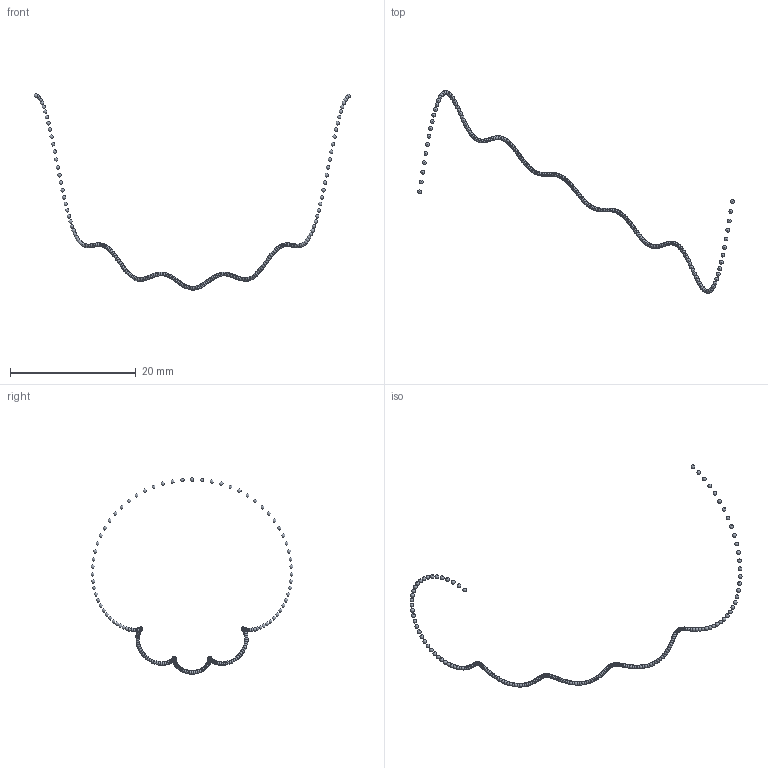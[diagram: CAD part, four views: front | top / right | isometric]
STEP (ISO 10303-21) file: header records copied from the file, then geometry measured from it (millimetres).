
FILE_DESCRIPTION(('Open CASCADE Model'),'2;1');
FILE_NAME('Open CASCADE Shape Model','2024-05-22T22:55:36',('Author'),( 'Open CASCADE'),'Open CASCADE STEP processor 7.7','Open CASCADE 7.7' ,'Unknown');
FILE_SCHEMA(('AUTOMOTIVE_DESIGN { 1 0 10303 214 1 1 1 1 }'));
Length unit declared in the file: millimetre
Products named in the file (59): Open CASCADE STEP translator 7.7 12; Open CASCADE STEP translator 7.7 12.1; Open CASCADE STEP translator 7.7 12.2; Open CASCADE STEP translator 7.7 12.3; Open CASCADE STEP translator 7.7 12.4; Open CASCADE STEP translator 7.7 12.5; Open CASCADE STEP translator 7.7 12.6; Open CASCADE STEP translator 7.7 12.7; Open CASCADE STEP translator 7.7 12.8; Open CASCADE STEP translator 7.7 12.9; Open CASCADE STEP translator 7.7 12.10; Open CASCADE STEP translator 7.7 12.11; Open CASCADE STEP translator 7.7 12.12; Open CASCADE STEP translator 7.7 12.13; Open CASCADE STEP translator 7.7 12.14; Open CASCADE STEP translator 7.7 12.15; Open CASCADE STEP translator 7.7 12.16; Open CASCADE STEP translator 7.7 12.17; Open CASCADE STEP translator 7.7 12.18; Open CASCADE STEP translator 7.7 12.19; Open CASCADE STEP translator 7.7 12.20; Open CASCADE STEP translator 7.7 12.21; Open CASCADE STEP translator 7.7 12.22; Open CASCADE STEP translator 7.7 12.23; Open CASCADE STEP translator 7.7 12.24; Open CASCADE STEP translator 7.7 12.25; Open CASCADE STEP translator 7.7 12.26; Open CASCADE STEP translator 7.7 12.27; Open CASCADE STEP translator 7.7 12.28; Open CASCADE STEP translator 7.7 12.29; Open CASCADE STEP translator 7.7 12.30; Open CASCADE STEP translator 7.7 12.31; Open CASCADE STEP translator 7.7 12.32; Open CASCADE STEP translator 7.7 12.33; Open CASCADE STEP translator 7.7 12.34; Open CASCADE STEP translator 7.7 12.35; Open CASCADE STEP translator 7.7 12.36; Open CASCADE STEP translator 7.7 12.37; Open CASCADE STEP translator 7.7 12.38; Open CASCADE STEP translator 7.7 12.39 ...
Assembly tree (58 placements, depth 2):
  Open CASCADE STEP translator 7.7 12
    Open CASCADE STEP translator 7.7 12.1
    Open CASCADE STEP translator 7.7 12.2
    Open CASCADE STEP translator 7.7 12.3
    Open CASCADE STEP translator 7.7 12.4
    Open CASCADE STEP translator 7.7 12.5
    Open CASCADE STEP translator 7.7 12.6
    Open CASCADE STEP translator 7.7 12.7
    Open CASCADE STEP translator 7.7 12.8
    Open CASCADE STEP translator 7.7 12.9
    Open CASCADE STEP translator 7.7 12.10
    Open CASCADE STEP translator 7.7 12.11
    Open CASCADE STEP translator 7.7 12.12
    Open CASCADE STEP translator 7.7 12.13
    Open CASCADE STEP translator 7.7 12.14
    Open CASCADE STEP translator 7.7 12.15
    Open CASCADE STEP translator 7.7 12.16
    Open CASCADE STEP translator 7.7 12.17
    Open CASCADE STEP translator 7.7 12.18
    Open CASCADE STEP translator 7.7 12.19
    Open CASCADE STEP translator 7.7 12.20
    Open CASCADE STEP translator 7.7 12.21
    Open CASCADE STEP translator 7.7 12.22
    Open CASCADE STEP translator 7.7 12.23
    Open CASCADE STEP translator 7.7 12.24
    Open CASCADE STEP translator 7.7 12.25
    Open CASCADE STEP translator 7.7 12.26
    Open CASCADE STEP translator 7.7 12.27
    Open CASCADE STEP translator 7.7 12.28
    Open CASCADE STEP translator 7.7 12.29
    Open CASCADE STEP translator 7.7 12.30
    Open CASCADE STEP translator 7.7 12.31
    Open CASCADE STEP translator 7.7 12.32
    Open CASCADE STEP translator 7.7 12.33
    Open CASCADE STEP translator 7.7 12.34
    Open CASCADE STEP translator 7.7 12.35
    Open CASCADE STEP translator 7.7 12.36
    Open CASCADE STEP translator 7.7 12.37
    Open CASCADE STEP translator 7.7 12.38
    Open CASCADE STEP translator 7.7 12.39
    Open CASCADE STEP translator 7.7 12.40
    Open CASCADE STEP translator 7.7 12.41
    Open CASCADE STEP translator 7.7 12.42
    Open CASCADE STEP translator 7.7 12.43
    Open CASCADE STEP translator 7.7 12.44
    Open CASCADE STEP translator 7.7 12.45
    Open CASCADE STEP translator 7.7 12.46
    Open CASCADE STEP translator 7.7 12.47
    Open CASCADE STEP translator 7.7 12.48
    Open CASCADE STEP translator 7.7 12.49
    Open CASCADE STEP translator 7.7 12.50
    Open CASCADE STEP translator 7.7 12.51
    Open CASCADE STEP translator 7.7 12.52
    Open CASCADE STEP translator 7.7 12.53
    Open CASCADE STEP translator 7.7 12.54
    Open CASCADE STEP translator 7.7 12.55
    Open CASCADE STEP translator 7.7 12.56
    Open CASCADE STEP translator 7.7 12.57
    Open CASCADE STEP translator 7.7 12.58
Bounding box: 50.35 x 32.24 x 31.27 mm (x, y, z)
Volume: 8.5 mm3; surface area: 202.7 mm2
Topology: 58 solids, 58 shells, 200 faces, 879 edges, 598 vertices
Faces by surface type: sphere 200
Entity records: 36401 total; most frequent: CARTESIAN_POINT 26158, DIRECTION 1778, ORIENTED_EDGE 880, PCURVE 880, DEFINITIONAL_REPRESENTATION 880, AXIS2_PLACEMENT_3D 699, VERTEX_POINT 506, B_SPLINE_CURVE_WITH_KNOTS 500
